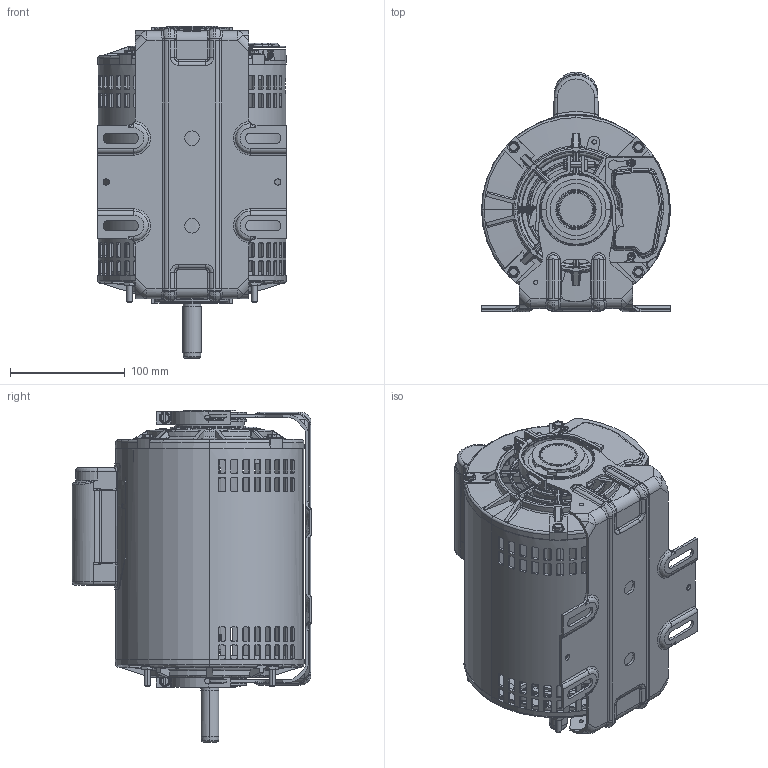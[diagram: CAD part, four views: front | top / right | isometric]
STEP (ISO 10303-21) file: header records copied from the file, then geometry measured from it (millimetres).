
FILE_DESCRIPTION (( 'STEP AP214' ), '1' );
FILE_NAME ('C235 from D118 wo base with coords SS403620-825 ORIG 1coord 1 B4.STEP', '2019-04-10T14:31:49', ( '' ), ( '' ), 'SwSTEP 2.0', 'SolidWorks 2017', '' );
FILE_SCHEMA (( 'AUTOMOTIVE_DESIGN' ));
Length unit declared in the file: inch
Products named in the file (1): C235 from D118 wo base with coords SS403620-825 ORIG 1coord 1 B4
Bounding box: 165.1 x 208.72 x 289.11 mm (x, y, z)
Volume: 599121.1 mm3; surface area: 513512 mm2
Topology: 33 solids, 33 shells, 4355 faces, 11641 edges, 7354 vertices
Faces by surface type: plane 1430, cylinder 1002, bspline 929, cone 592, torus 388, sphere 14
Entity records: 221471 total; most frequent: CARTESIAN_POINT 120453, ORIENTED_EDGE 23138, DIRECTION 18381, EDGE_CURVE 11569, VERTEX_POINT 7352, AXIS2_PLACEMENT_3D 7218, EDGE_LOOP 4675, FACE_OUTER_BOUND 4355
